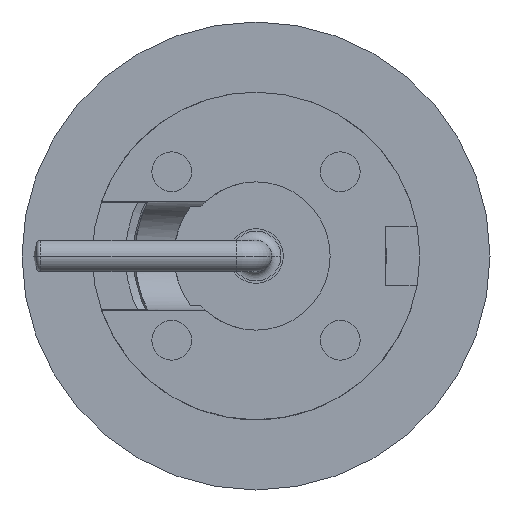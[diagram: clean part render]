
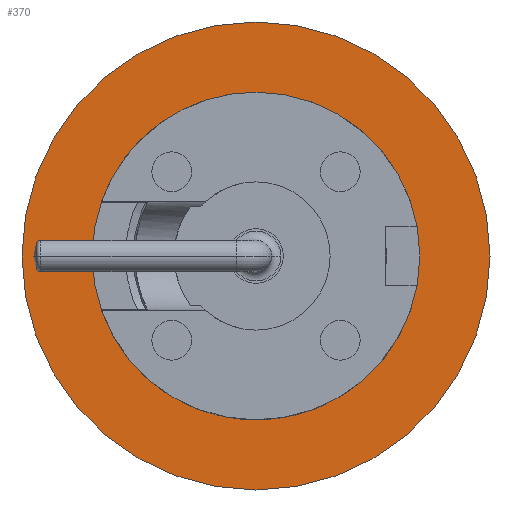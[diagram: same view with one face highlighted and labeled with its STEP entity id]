
A CAD part, left-side view. The second image highlights one B-rep face of the part: STEP entity #370.
In plain terms, the highlighted face is planar.
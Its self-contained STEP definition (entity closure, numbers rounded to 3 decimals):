
#29 = DIRECTION ( 'NONE',  ( 1., 0., 0. ) ) ;
#291 = DIRECTION ( 'NONE',  ( 1., 0., 0. ) ) ;
#321 = CIRCLE ( 'NONE', #1309, 3. ) ;
#327 = ORIENTED_EDGE ( 'NONE', *, *, #621, .T. ) ;
#370 = ADVANCED_FACE ( 'NONE', ( #503, #416 ), #2401, .F. ) ;
#390 = DIRECTION ( 'NONE',  ( 0., 0., 1. ) ) ;
#411 = CARTESIAN_POINT ( 'NONE',  ( 2.1, 0., 0. ) ) ;
#416 = FACE_OUTER_BOUND ( 'NONE', #1314, .T. ) ;
#503 = FACE_BOUND ( 'NONE', #979, .T. ) ;
#506 = CARTESIAN_POINT ( 'NONE',  ( 3., 0., 0. ) ) ;
#621 = EDGE_CURVE ( 'NONE', #695, #2438, #321, .T. ) ;
#640 = DIRECTION ( 'NONE',  ( -1., 0., 0. ) ) ;
#654 = CARTESIAN_POINT ( 'NONE',  ( 0., 2.1, 0. ) ) ;
#695 = VERTEX_POINT ( 'NONE', #506 ) ;
#778 = DIRECTION ( 'NONE',  ( 1., 0., 0. ) ) ;
#820 = ORIENTED_EDGE ( 'NONE', *, *, #1073, .F. ) ;
#880 = AXIS2_PLACEMENT_3D ( 'NONE', #962, #390, #778 ) ;
#962 = CARTESIAN_POINT ( 'NONE',  ( 0., 0., 0. ) ) ;
#979 = EDGE_LOOP ( 'NONE', ( #1957, #820 ) ) ;
#1073 = EDGE_CURVE ( 'NONE', #2171, #2192, #1958, .T. ) ;
#1118 = AXIS2_PLACEMENT_3D ( 'NONE', #1279, #1443, #291 ) ;
#1183 = CIRCLE ( 'NONE', #2226, 3. ) ;
#1232 = CIRCLE ( 'NONE', #1118, 2.1 ) ;
#1279 = CARTESIAN_POINT ( 'NONE',  ( 0., 0., 0. ) ) ;
#1309 = AXIS2_PLACEMENT_3D ( 'NONE', #1738, #1586, #29 ) ;
#1314 = EDGE_LOOP ( 'NONE', ( #327, #1411 ) ) ;
#1320 = EDGE_CURVE ( 'NONE', #2192, #2171, #1232, .T. ) ;
#1323 = DIRECTION ( 'NONE',  ( 0., 0., 1. ) ) ;
#1411 = ORIENTED_EDGE ( 'NONE', *, *, #1754, .T. ) ;
#1440 = DIRECTION ( 'NONE',  ( 0., 0., -1. ) ) ;
#1443 = DIRECTION ( 'NONE',  ( 0., 0., 1. ) ) ;
#1481 = DIRECTION ( 'NONE',  ( 1., 0., 0. ) ) ;
#1586 = DIRECTION ( 'NONE',  ( 0., 0., 1. ) ) ;
#1738 = CARTESIAN_POINT ( 'NONE',  ( 0., 0., 0. ) ) ;
#1754 = EDGE_CURVE ( 'NONE', #2438, #695, #1183, .T. ) ;
#1810 = AXIS2_PLACEMENT_3D ( 'NONE', #654, #1440, #640 ) ;
#1867 = CARTESIAN_POINT ( 'NONE',  ( 0., 0., 0. ) ) ;
#1957 = ORIENTED_EDGE ( 'NONE', *, *, #1320, .F. ) ;
#1958 = CIRCLE ( 'NONE', #880, 2.1 ) ;
#2171 = VERTEX_POINT ( 'NONE', #2308 ) ;
#2192 = VERTEX_POINT ( 'NONE', #411 ) ;
#2226 = AXIS2_PLACEMENT_3D ( 'NONE', #1867, #1323, #1481 ) ;
#2308 = CARTESIAN_POINT ( 'NONE',  ( -2.1, 0., 0. ) ) ;
#2401 = PLANE ( 'NONE',  #1810 ) ;
#2438 = VERTEX_POINT ( 'NONE', #2451 ) ;
#2451 = CARTESIAN_POINT ( 'NONE',  ( -3., 0., 0. ) ) ;
